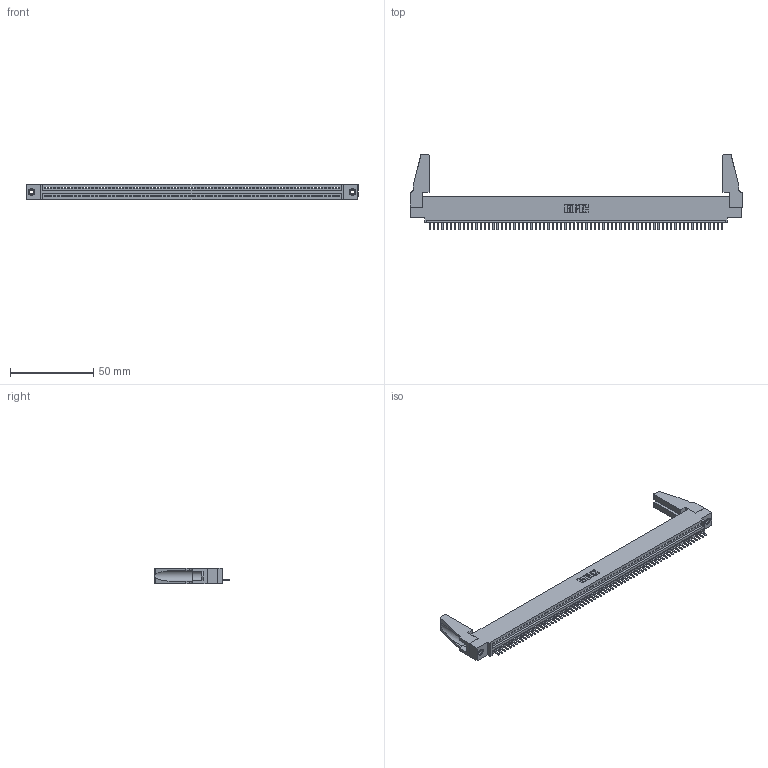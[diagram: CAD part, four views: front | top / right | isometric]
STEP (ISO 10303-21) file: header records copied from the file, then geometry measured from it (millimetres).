
FILE_DESCRIPTION (( 'STEP AP203' ), '1' );
FILE_NAME ('395-070-520-488.STEP', '2019-10-25T23:06:41', ( '' ), ( '' ), 'SwSTEP 2.0', 'SolidWorks 2016', '' );
FILE_SCHEMA (( 'CONFIG_CONTROL_DESIGN' ));
Length unit declared in the file: inch
Products named in the file (5): 345-250-001_345-250-001-102; 345 Part_0.110 Offset - 0.156 Dia-TH; 345-220-078_345-220-088; 345-292-001_345-293-120; 395-070-520-488
Assembly tree (75 placements, depth 2):
  395-070-520-488
    345 Part_0.110 Offset - 0.156 Dia-TH
    345-292-001_345-293-120  x70
    345-250-001_345-250-001-102  x2
    345-220-078_345-220-088  x2
Bounding box: 199.03 x 45.34 x 9.4 mm (x, y, z)
Volume: 22111.6 mm3; surface area: 27995 mm2
Topology: 75 solids, 75 shells, 4594 faces, 13547 edges, 8834 vertices
Faces by surface type: plane 3096, cylinder 1482, cone 12, torus 4
Entity records: 51308 total; most frequent: CARTESIAN_POINT 8888, ORIENTED_EDGE 8840, DIRECTION 7716, EDGE_CURVE 4420, VECTOR 3962, LINE 3962, VERTEX_POINT 2938, AXIS2_PLACEMENT_3D 1877
